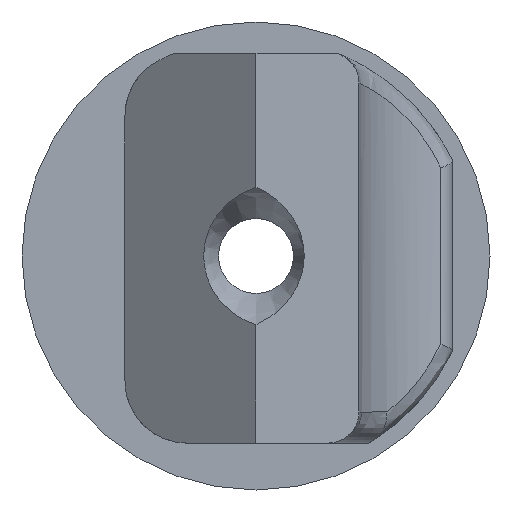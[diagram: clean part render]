
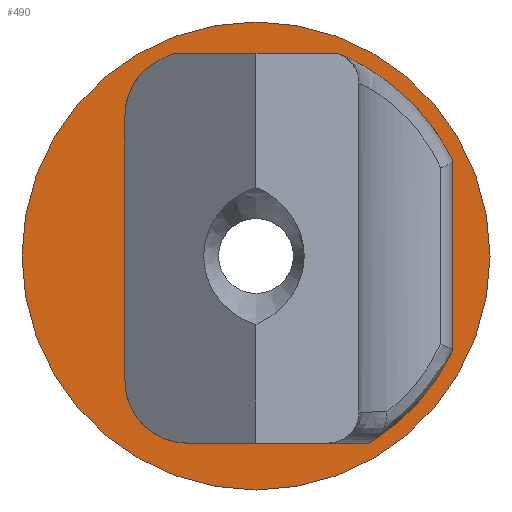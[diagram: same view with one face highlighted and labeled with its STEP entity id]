
A CAD part, left-side view. The second image highlights one B-rep face of the part: STEP entity #490.
In plain terms, the highlighted planar face has unit normal (-1, 0, 0).
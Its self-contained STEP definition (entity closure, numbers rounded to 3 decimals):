
#51=LINE('',#776,#84);
#52=LINE('',#780,#85);
#53=LINE('',#786,#86);
#54=LINE('',#790,#87);
#84=VECTOR('',#627,1.);
#85=VECTOR('',#630,1.);
#86=VECTOR('',#635,1.);
#87=VECTOR('',#638,1.);
#117=FACE_BOUND('',#152,.T.);
#123=FACE_OUTER_BOUND('',#151,.T.);
#151=EDGE_LOOP('',(#348,#349));
#152=EDGE_LOOP('',(#350,#351,#352,#353,#354,#355,#356,#357,#358));
#182=CIRCLE('',#542,7.5);
#183=CIRCLE('',#543,7.5);
#186=CIRCLE('',#548,2.);
#187=CIRCLE('',#549,2.);
#188=CIRCLE('',#550,7.);
#189=CIRCLE('',#551,7.);
#190=CIRCLE('',#552,7.);
#206=VERTEX_POINT('',#762);
#207=VERTEX_POINT('',#763);
#210=VERTEX_POINT('',#774);
#211=VERTEX_POINT('',#775);
#212=VERTEX_POINT('',#777);
#213=VERTEX_POINT('',#779);
#214=VERTEX_POINT('',#781);
#215=VERTEX_POINT('',#783);
#216=VERTEX_POINT('',#785);
#217=VERTEX_POINT('',#787);
#218=VERTEX_POINT('',#789);
#258=EDGE_CURVE('',#206,#207,#182,.T.);
#260=EDGE_CURVE('',#207,#206,#183,.T.);
#264=EDGE_CURVE('',#210,#211,#51,.T.);
#265=EDGE_CURVE('',#210,#212,#186,.T.);
#266=EDGE_CURVE('',#212,#213,#52,.T.);
#267=EDGE_CURVE('',#213,#214,#187,.T.);
#268=EDGE_CURVE('',#214,#215,#188,.T.);
#269=EDGE_CURVE('',#215,#216,#53,.T.);
#270=EDGE_CURVE('',#216,#217,#189,.T.);
#271=EDGE_CURVE('',#218,#217,#54,.T.);
#272=EDGE_CURVE('',#218,#211,#190,.T.);
#348=ORIENTED_EDGE('',*,*,#258,.F.);
#349=ORIENTED_EDGE('',*,*,#260,.F.);
#350=ORIENTED_EDGE('',*,*,#264,.F.);
#351=ORIENTED_EDGE('',*,*,#265,.T.);
#352=ORIENTED_EDGE('',*,*,#266,.T.);
#353=ORIENTED_EDGE('',*,*,#267,.T.);
#354=ORIENTED_EDGE('',*,*,#268,.T.);
#355=ORIENTED_EDGE('',*,*,#269,.T.);
#356=ORIENTED_EDGE('',*,*,#270,.T.);
#357=ORIENTED_EDGE('',*,*,#271,.F.);
#358=ORIENTED_EDGE('',*,*,#272,.T.);
#477=PLANE('',#547);
#490=ADVANCED_FACE('',(#123,#117),#477,.T.);
#542=AXIS2_PLACEMENT_3D('',#764,#613,#614);
#543=AXIS2_PLACEMENT_3D('',#766,#616,#617);
#547=AXIS2_PLACEMENT_3D('',#773,#625,#626);
#548=AXIS2_PLACEMENT_3D('',#778,#628,#629);
#549=AXIS2_PLACEMENT_3D('',#782,#631,#632);
#550=AXIS2_PLACEMENT_3D('',#784,#633,#634);
#551=AXIS2_PLACEMENT_3D('',#788,#636,#637);
#552=AXIS2_PLACEMENT_3D('',#791,#639,#640);
#613=DIRECTION('center_axis',(1.,0.,0.));
#614=DIRECTION('ref_axis',(0.,1.,0.));
#616=DIRECTION('center_axis',(1.,0.,0.));
#617=DIRECTION('ref_axis',(0.,1.,0.));
#625=DIRECTION('center_axis',(-1.,0.,0.));
#626=DIRECTION('ref_axis',(0.,0.,-1.));
#627=DIRECTION('',(0.,-1.,0.));
#628=DIRECTION('center_axis',(1.,0.,0.));
#629=DIRECTION('ref_axis',(0.,0.,1.));
#630=DIRECTION('',(0.,0.,1.));
#631=DIRECTION('center_axis',(1.,0.,0.));
#632=DIRECTION('ref_axis',(0.,0.,1.));
#633=DIRECTION('center_axis',(1.,0.,0.));
#634=DIRECTION('ref_axis',(0.,1.,0.));
#635=DIRECTION('',(0.,-1.,0.));
#636=DIRECTION('center_axis',(1.,0.,0.));
#637=DIRECTION('ref_axis',(0.,1.,0.));
#638=DIRECTION('',(0.,0.,1.));
#639=DIRECTION('center_axis',(1.,0.,0.));
#640=DIRECTION('ref_axis',(0.,1.,0.));
#762=CARTESIAN_POINT('',(10.3,17.7,16.));
#763=CARTESIAN_POINT('',(10.3,2.7,16.));
#764=CARTESIAN_POINT('Origin',(10.3,10.2,16.));
#766=CARTESIAN_POINT('Origin',(10.3,10.2,16.));
#773=CARTESIAN_POINT('Origin',(10.3,17.7,16.));
#774=CARTESIAN_POINT('',(10.3,12.4,10.));
#775=CARTESIAN_POINT('',(10.3,6.594,10.));
#776=CARTESIAN_POINT('',(10.3,14.4,10.));
#777=CARTESIAN_POINT('',(10.3,14.4,12.));
#778=CARTESIAN_POINT('Origin',(10.3,12.4,12.));
#779=CARTESIAN_POINT('',(10.3,14.4,20.49));
#780=CARTESIAN_POINT('',(10.3,14.4,10.));
#781=CARTESIAN_POINT('',(10.3,13.28,22.286));
#782=CARTESIAN_POINT('Origin',(10.3,12.4,20.49));
#783=CARTESIAN_POINT('',(10.3,12.798,22.5));
#784=CARTESIAN_POINT('Origin',(10.3,10.2,16.));
#785=CARTESIAN_POINT('',(10.3,7.602,22.5));
#786=CARTESIAN_POINT('',(10.3,14.4,22.5));
#787=CARTESIAN_POINT('',(10.3,3.9,19.051));
#788=CARTESIAN_POINT('Origin',(10.3,10.2,16.));
#789=CARTESIAN_POINT('',(10.3,3.9,12.949));
#790=CARTESIAN_POINT('',(10.3,3.9,10.));
#791=CARTESIAN_POINT('Origin',(10.3,10.2,16.));
